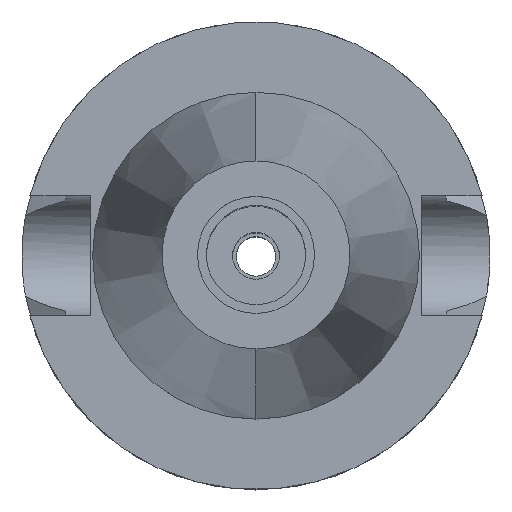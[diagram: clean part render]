
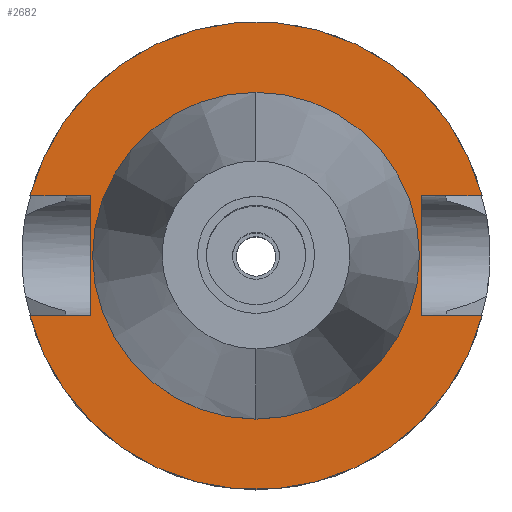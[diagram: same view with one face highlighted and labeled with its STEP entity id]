
A CAD part, top view. The second image highlights one B-rep face of the part: STEP entity #2682.
In plain terms, the highlighted planar face has unit normal (0, 0, 1).
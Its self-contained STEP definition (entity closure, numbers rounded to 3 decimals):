
#44 = DIRECTION ( 'NONE',  ( -1., 0., 0. ) ) ;
#70 = CIRCLE ( 'NONE', #1424, 34.925 ) ;
#103 = EDGE_CURVE ( 'NONE', #1142, #1523, #3176, .T. ) ;
#179 = DIRECTION ( 'NONE',  ( 0., -1., 0. ) ) ;
#216 = VECTOR ( 'NONE', #44, 1000. ) ;
#225 = AXIS2_PLACEMENT_3D ( 'NONE', #855, #607, #1604 ) ;
#231 = VERTEX_POINT ( 'NONE', #1555 ) ;
#247 = VERTEX_POINT ( 'NONE', #1752 ) ;
#282 = VERTEX_POINT ( 'NONE', #2289 ) ;
#493 = DIRECTION ( 'NONE',  ( 1., 0., 0. ) ) ;
#497 = CARTESIAN_POINT ( 'NONE',  ( 0., 0., -1.5 ) ) ;
#567 = LINE ( 'NONE', #1304, #216 ) ;
#607 = DIRECTION ( 'NONE',  ( 0., 0., -1. ) ) ;
#608 = AXIS2_PLACEMENT_3D ( 'NONE', #2065, #833, #1542 ) ;
#684 = DIRECTION ( 'NONE',  ( 1., 0., 0. ) ) ;
#703 = VECTOR ( 'NONE', #3020, 1000. ) ;
#725 = AXIS2_PLACEMENT_3D ( 'NONE', #2049, #1369, #3100 ) ;
#730 = CARTESIAN_POINT ( 'NONE',  ( 35.4, 12.85, -1.5 ) ) ;
#739 = EDGE_CURVE ( 'NONE', #3025, #1366, #567, .T. ) ;
#826 = DIRECTION ( 'NONE',  ( 0., 1., 0. ) ) ;
#827 = VECTOR ( 'NONE', #826, 1000. ) ;
#833 = DIRECTION ( 'NONE',  ( 0., 0., 1. ) ) ;
#855 = CARTESIAN_POINT ( 'NONE',  ( 0., 0., -1.5 ) ) ;
#895 = CARTESIAN_POINT ( 'NONE',  ( 0., 34.925, -1.5 ) ) ;
#904 = ORIENTED_EDGE ( 'NONE', *, *, #3130, .T. ) ;
#932 = EDGE_CURVE ( 'NONE', #2192, #3025, #2564, .T. ) ;
#975 = DIRECTION ( 'NONE',  ( 0., -1., 0. ) ) ;
#1065 = PLANE ( 'NONE',  #725 ) ;
#1111 = EDGE_CURVE ( 'NONE', #1366, #1523, #1560, .T. ) ;
#1142 = VERTEX_POINT ( 'NONE', #1879 ) ;
#1195 = EDGE_CURVE ( 'NONE', #1142, #231, #1707, .T. ) ;
#1216 = EDGE_CURVE ( 'NONE', #282, #2160, #70, .T. ) ;
#1286 = CIRCLE ( 'NONE', #1854, 50. ) ;
#1304 = CARTESIAN_POINT ( 'NONE',  ( -35.4, 12.85, -1.5 ) ) ;
#1366 = VERTEX_POINT ( 'NONE', #2985 ) ;
#1369 = DIRECTION ( 'NONE',  ( 0., 0., -1. ) ) ;
#1404 = CARTESIAN_POINT ( 'NONE',  ( -35.4, 12.85, -1.5 ) ) ;
#1405 = VECTOR ( 'NONE', #493, 1000. ) ;
#1424 = AXIS2_PLACEMENT_3D ( 'NONE', #497, #2235, #975 ) ;
#1453 = EDGE_CURVE ( 'NONE', #2160, #282, #2524, .T. ) ;
#1469 = DIRECTION ( 'NONE',  ( 0., -1., 0. ) ) ;
#1523 = VERTEX_POINT ( 'NONE', #1857 ) ;
#1542 = DIRECTION ( 'NONE',  ( 0., 1., 0. ) ) ;
#1555 = CARTESIAN_POINT ( 'NONE',  ( 35.4, -12.85, -1.5 ) ) ;
#1560 = CIRCLE ( 'NONE', #225, 50. ) ;
#1581 = EDGE_LOOP ( 'NONE', ( #2384, #1673 ) ) ;
#1604 = DIRECTION ( 'NONE',  ( 0., 1., 0. ) ) ;
#1673 = ORIENTED_EDGE ( 'NONE', *, *, #1216, .F. ) ;
#1707 = LINE ( 'NONE', #3190, #2799 ) ;
#1713 = EDGE_CURVE ( 'NONE', #2325, #247, #1286, .T. ) ;
#1752 = CARTESIAN_POINT ( 'NONE',  ( -48.321, -12.85, -1.5 ) ) ;
#1854 = AXIS2_PLACEMENT_3D ( 'NONE', #2374, #2389, #179 ) ;
#1857 = CARTESIAN_POINT ( 'NONE',  ( 48.321, 12.85, -1.5 ) ) ;
#1879 = CARTESIAN_POINT ( 'NONE',  ( 35.4, 12.85, -1.5 ) ) ;
#1884 = CARTESIAN_POINT ( 'NONE',  ( -35.4, -12.85, -1.5 ) ) ;
#1976 = EDGE_LOOP ( 'NONE', ( #904, #2390, #2335, #2773, #2707, #2716, #2208, #2904 ) ) ;
#2042 = CARTESIAN_POINT ( 'NONE',  ( -35.4, -12.85, -1.5 ) ) ;
#2049 = CARTESIAN_POINT ( 'NONE',  ( 0., 0., -1.5 ) ) ;
#2065 = CARTESIAN_POINT ( 'NONE',  ( 0., 0., -1.5 ) ) ;
#2124 = FACE_BOUND ( 'NONE', #1581, .T. ) ;
#2137 = CARTESIAN_POINT ( 'NONE',  ( -35.4, -12.85, -1.5 ) ) ;
#2160 = VERTEX_POINT ( 'NONE', #895 ) ;
#2192 = VERTEX_POINT ( 'NONE', #2137 ) ;
#2208 = ORIENTED_EDGE ( 'NONE', *, *, #739, .F. ) ;
#2235 = DIRECTION ( 'NONE',  ( 0., 0., 1. ) ) ;
#2289 = CARTESIAN_POINT ( 'NONE',  ( 0., -34.925, -1.5 ) ) ;
#2325 = VERTEX_POINT ( 'NONE', #2502 ) ;
#2335 = ORIENTED_EDGE ( 'NONE', *, *, #2499, .F. ) ;
#2374 = CARTESIAN_POINT ( 'NONE',  ( 0., 0., -1.5 ) ) ;
#2384 = ORIENTED_EDGE ( 'NONE', *, *, #1453, .F. ) ;
#2389 = DIRECTION ( 'NONE',  ( 0., 0., -1. ) ) ;
#2390 = ORIENTED_EDGE ( 'NONE', *, *, #1713, .F. ) ;
#2499 = EDGE_CURVE ( 'NONE', #231, #2325, #2954, .T. ) ;
#2502 = CARTESIAN_POINT ( 'NONE',  ( 48.321, -12.85, -1.5 ) ) ;
#2524 = CIRCLE ( 'NONE', #608, 34.925 ) ;
#2564 = LINE ( 'NONE', #1884, #827 ) ;
#2682 = ADVANCED_FACE ( 'NONE', ( #3132, #2124 ), #1065, .F. ) ;
#2707 = ORIENTED_EDGE ( 'NONE', *, *, #103, .T. ) ;
#2716 = ORIENTED_EDGE ( 'NONE', *, *, #1111, .F. ) ;
#2739 = VECTOR ( 'NONE', #684, 1000. ) ;
#2773 = ORIENTED_EDGE ( 'NONE', *, *, #1195, .F. ) ;
#2799 = VECTOR ( 'NONE', #1469, 1000. ) ;
#2904 = ORIENTED_EDGE ( 'NONE', *, *, #932, .F. ) ;
#2954 = LINE ( 'NONE', #2968, #1405 ) ;
#2968 = CARTESIAN_POINT ( 'NONE',  ( 35.4, -12.85, -1.5 ) ) ;
#2985 = CARTESIAN_POINT ( 'NONE',  ( -48.321, 12.85, -1.5 ) ) ;
#2990 = LINE ( 'NONE', #2042, #703 ) ;
#3020 = DIRECTION ( 'NONE',  ( -1., 0., 0. ) ) ;
#3025 = VERTEX_POINT ( 'NONE', #1404 ) ;
#3100 = DIRECTION ( 'NONE',  ( 0., -1., 0. ) ) ;
#3130 = EDGE_CURVE ( 'NONE', #2192, #247, #2990, .T. ) ;
#3132 = FACE_OUTER_BOUND ( 'NONE', #1976, .T. ) ;
#3176 = LINE ( 'NONE', #730, #2739 ) ;
#3190 = CARTESIAN_POINT ( 'NONE',  ( 35.4, 12.85, -1.5 ) ) ;
